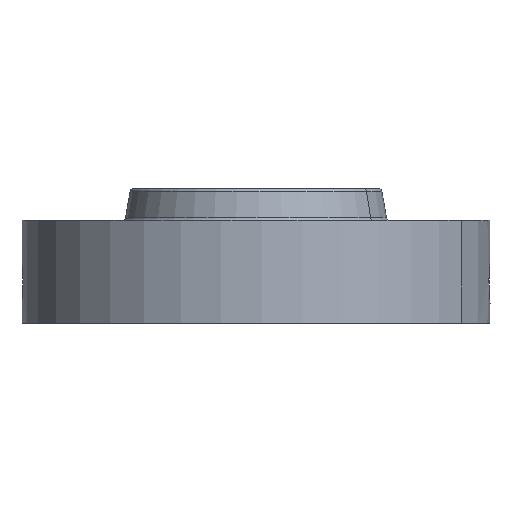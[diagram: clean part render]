
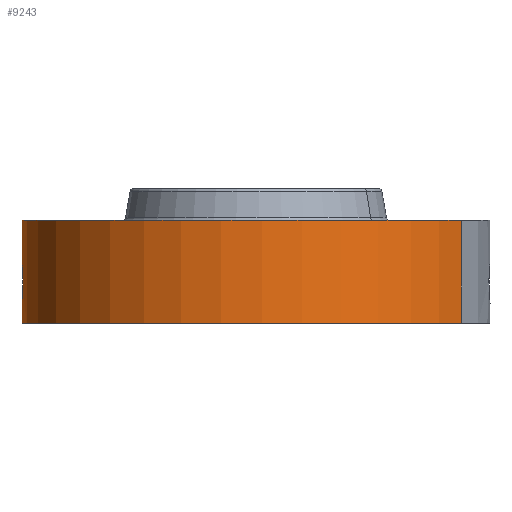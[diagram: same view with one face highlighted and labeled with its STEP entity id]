
A CAD part, left-side view. The second image highlights one B-rep face of the part: STEP entity #9243.
In plain terms, the highlighted cylindrical face has radius 104.775 mm (diameter 209.55 mm), a partial arc.
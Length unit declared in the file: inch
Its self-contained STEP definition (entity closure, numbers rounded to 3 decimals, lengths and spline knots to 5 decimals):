
#8112=AXIS2_PLACEMENT_3D('Circle Axis2P3D',#8110,#8111,$) ;
#8974=AXIS2_PLACEMENT_3D('Cylinder Axis2P3D',#8971,#8972,#8973) ;
#9119=AXIS2_PLACEMENT_3D('Circle Axis2P3D',#9117,#9118,$) ;
#8105=CARTESIAN_POINT('Vertex',(1.97763,3.62003,0.)) ;
#8107=CARTESIAN_POINT('Vertex',(-1.97763,-3.62003,0.)) ;
#8110=CARTESIAN_POINT('Axis2P3D Location',(0.,0.,0.)) ;
#8971=CARTESIAN_POINT('Axis2P3D Location',(0.,0.,1.1865)) ;
#8976=CARTESIAN_POINT('Line Origine',(1.97763,3.62003,0.9065)) ;
#8980=CARTESIAN_POINT('Vertex',(1.97763,3.62003,1.813)) ;
#8987=CARTESIAN_POINT('Vertex',(-1.97763,-3.62003,1.813)) ;
#8990=CARTESIAN_POINT('Line Origine',(-1.97763,-3.62003,0.9065)) ;
#9117=CARTESIAN_POINT('Axis2P3D Location',(0.,0.,1.813)) ;
#9129=CARTESIAN_POINT('Control Point',(-0.07082,4.12439,1.09694)) ;
#9130=CARTESIAN_POINT('Control Point',(-0.04777,4.12479,1.10166)) ;
#9131=CARTESIAN_POINT('Control Point',(-0.02425,4.125,1.10407)) ;
#9132=CARTESIAN_POINT('Control Point',(-0.00072,4.125,1.10412)) ;
#9133=CARTESIAN_POINT('Vertex',(-0.07079,4.12439,1.09695)) ;
#9135=CARTESIAN_POINT('Vertex',(-0.00072,4.125,1.10412)) ;
#9139=CARTESIAN_POINT('Control Point',(-0.07079,4.12439,1.09695)) ;
#9140=CARTESIAN_POINT('Control Point',(-0.10553,4.1238,1.09077)) ;
#9141=CARTESIAN_POINT('Control Point',(-0.13924,4.12277,1.07859)) ;
#9142=CARTESIAN_POINT('Control Point',(-0.17011,4.12149,1.06141)) ;
#9143=CARTESIAN_POINT('Vertex',(-0.17011,4.12149,1.06141)) ;
#9147=CARTESIAN_POINT('Control Point',(-0.17011,4.12149,1.06141)) ;
#9148=CARTESIAN_POINT('Control Point',(-0.18994,4.12067,1.05037)) ;
#9149=CARTESIAN_POINT('Control Point',(-0.20862,4.11976,1.03728)) ;
#9150=CARTESIAN_POINT('Control Point',(-0.22582,4.11881,1.02252)) ;
#9151=CARTESIAN_POINT('Vertex',(-0.22582,4.11881,1.02252)) ;
#9155=CARTESIAN_POINT('Control Point',(-0.35187,4.10997,0.78546)) ;
#9156=CARTESIAN_POINT('Control Point',(-0.34498,4.11055,0.85399)) ;
#9157=CARTESIAN_POINT('Control Point',(-0.32031,4.11268,0.92077)) ;
#9158=CARTESIAN_POINT('Control Point',(-0.27876,4.11591,0.97854)) ;
#9159=CARTESIAN_POINT('Control Point',(-0.22581,4.11881,1.02253)) ;
#9160=CARTESIAN_POINT('Vertex',(-0.35187,4.10997,0.78547)) ;
#9164=CARTESIAN_POINT('Control Point',(-0.02859,4.1249,0.34101)) ;
#9165=CARTESIAN_POINT('Control Point',(-0.07315,4.12459,0.34676)) ;
#9166=CARTESIAN_POINT('Control Point',(-0.11661,4.12369,0.35961)) ;
#9167=CARTESIAN_POINT('Control Point',(-0.15731,4.12226,0.37919)) ;
#9168=CARTESIAN_POINT('Control Point',(-0.21841,4.11943,0.42087)) ;
#9169=CARTESIAN_POINT('Control Point',(-0.26709,4.11641,0.47466)) ;
#9170=CARTESIAN_POINT('Control Point',(-0.28432,4.11523,0.49767)) ;
#9171=CARTESIAN_POINT('Control Point',(-0.32571,4.11223,0.56466)) ;
#9172=CARTESIAN_POINT('Control Point',(-0.34973,4.11017,0.63919)) ;
#9173=CARTESIAN_POINT('Control Point',(-0.35771,4.10945,0.68822)) ;
#9174=CARTESIAN_POINT('Control Point',(-0.35839,4.10941,0.73742)) ;
#9175=CARTESIAN_POINT('Control Point',(-0.35187,4.10997,0.78547)) ;
#9176=CARTESIAN_POINT('Vertex',(-0.02859,4.1249,0.34101)) ;
#9180=CARTESIAN_POINT('Control Point',(-0.02859,4.1249,0.34101)) ;
#9181=CARTESIAN_POINT('Control Point',(-0.01905,4.12497,0.34085)) ;
#9182=CARTESIAN_POINT('Control Point',(-0.00951,4.125,0.34097)) ;
#9183=CARTESIAN_POINT('Control Point',(0.,4.125,0.34137)) ;
#9184=CARTESIAN_POINT('Vertex',(0.,4.125,0.34137)) ;
#9188=CARTESIAN_POINT('Control Point',(0.19506,4.12039,0.39296)) ;
#9189=CARTESIAN_POINT('Control Point',(0.13493,4.12323,0.36166)) ;
#9190=CARTESIAN_POINT('Control Point',(0.06787,4.125,0.34425)) ;
#9191=CARTESIAN_POINT('Control Point',(0.,4.125,0.34137)) ;
#9192=CARTESIAN_POINT('Vertex',(0.19506,4.12039,0.39296)) ;
#9196=CARTESIAN_POINT('Control Point',(0.27774,4.11564,0.44882)) ;
#9197=CARTESIAN_POINT('Control Point',(0.25244,4.11735,0.42704)) ;
#9198=CARTESIAN_POINT('Control Point',(0.22459,4.11899,0.40833)) ;
#9199=CARTESIAN_POINT('Control Point',(0.19506,4.12039,0.39296)) ;
#9200=CARTESIAN_POINT('Vertex',(0.27774,4.11564,0.44882)) ;
#9204=CARTESIAN_POINT('Control Point',(0.27774,4.11564,0.44882)) ;
#9205=CARTESIAN_POINT('Control Point',(0.34608,4.11103,0.5165)) ;
#9206=CARTESIAN_POINT('Control Point',(0.3925,4.10633,0.60517)) ;
#9207=CARTESIAN_POINT('Control Point',(0.41234,4.10434,0.70185)) ;
#9208=CARTESIAN_POINT('Control Point',(0.40655,4.10492,0.7979)) ;
#9209=CARTESIAN_POINT('Vertex',(0.40655,4.10492,0.7979)) ;
#9213=CARTESIAN_POINT('Control Point',(0.40655,4.10492,0.7979)) ;
#9214=CARTESIAN_POINT('Control Point',(0.3967,4.10589,0.84993)) ;
#9215=CARTESIAN_POINT('Control Point',(0.37711,4.1078,0.8998)) ;
#9216=CARTESIAN_POINT('Control Point',(0.34868,4.11044,0.94488)) ;
#9217=CARTESIAN_POINT('Control Point',(0.2726,4.11655,1.02937)) ;
#9218=CARTESIAN_POINT('Control Point',(0.17368,4.1219,1.08164)) ;
#9219=CARTESIAN_POINT('Control Point',(0.1165,4.12399,1.09951)) ;
#9220=CARTESIAN_POINT('Control Point',(0.05783,4.125,1.10699)) ;
#9221=CARTESIAN_POINT('Control Point',(-0.00003,4.125,1.10415)) ;
#9222=CARTESIAN_POINT('Vertex',(-0.00003,4.125,1.10415)) ;
#9226=CARTESIAN_POINT('Control Point',(-0.00072,4.125,1.10412)) ;
#9227=CARTESIAN_POINT('Control Point',(-0.00037,4.125,1.10414)) ;
#9228=CARTESIAN_POINT('Control Point',(-0.00003,4.125,1.10415)) ;
#8111=DIRECTION('Axis2P3D Direction',(0.,0.,-0.039)) ;
#8972=DIRECTION('Axis2P3D Direction',(0.,0.,-0.039)) ;
#8973=DIRECTION('Axis2P3D XDirection',(-0.019,-0.035,0.)) ;
#8977=DIRECTION('Vector Direction',(0.,0.,-0.039)) ;
#8991=DIRECTION('Vector Direction',(0.,0.,-0.039)) ;
#9118=DIRECTION('Axis2P3D Direction',(0.,0.,-0.039)) ;
#8978=VECTOR('Line Direction',#8977,0.03937) ;
#8992=VECTOR('Line Direction',#8991,0.03937) ;
#9123=ORIENTED_EDGE('',*,*,#8114,.F.) ;
#9124=ORIENTED_EDGE('',*,*,#8994,.T.) ;
#9125=ORIENTED_EDGE('',*,*,#9121,.T.) ;
#9126=ORIENTED_EDGE('',*,*,#8982,.F.) ;
#9231=ORIENTED_EDGE('',*,*,#9137,.F.) ;
#9232=ORIENTED_EDGE('',*,*,#9145,.T.) ;
#9233=ORIENTED_EDGE('',*,*,#9153,.T.) ;
#9234=ORIENTED_EDGE('',*,*,#9162,.F.) ;
#9235=ORIENTED_EDGE('',*,*,#9178,.F.) ;
#9236=ORIENTED_EDGE('',*,*,#9186,.T.) ;
#9237=ORIENTED_EDGE('',*,*,#9194,.F.) ;
#9238=ORIENTED_EDGE('',*,*,#9202,.F.) ;
#9239=ORIENTED_EDGE('',*,*,#9211,.T.) ;
#9240=ORIENTED_EDGE('',*,*,#9224,.T.) ;
#9241=ORIENTED_EDGE('',*,*,#9229,.F.) ;
#9242=FACE_BOUND('',#9230,.T.) ;
#9243=ADVANCED_FACE('PartBody',(#9127,#9242),#8975,.T.) ;
#9128=B_SPLINE_CURVE_WITH_KNOTS('',3,(#9129,#9130,#9131,#9132),.UNSPECIFIED.,.F.,.U.,(4,4),(3.91183,6.52241),.UNSPECIFIED.) ;
#9138=B_SPLINE_CURVE_WITH_KNOTS('',3,(#9139,#9140,#9141,#9142),.UNSPECIFIED.,.F.,.U.,(4,4),(0.,3.96503),.UNSPECIFIED.) ;
#9146=B_SPLINE_CURVE_WITH_KNOTS('',3,(#9147,#9148,#9149,#9150),.UNSPECIFIED.,.F.,.U.,(4,4),(0.,2.5484),.UNSPECIFIED.) ;
#9154=B_SPLINE_CURVE_WITH_KNOTS('',4,(#9155,#9156,#9157,#9158,#9159),.UNSPECIFIED.,.F.,.U.,(5,5),(14.82796,25.02242),.UNSPECIFIED.) ;
#9163=B_SPLINE_CURVE_WITH_KNOTS('',5,(#9164,#9165,#9166,#9167,#9168,#9169,#9170,#9171,#9172,#9173,#9174,#9175),.UNSPECIFIED.,.F.,.U.,(6,3,3,6),(0.,7.80986,12.97248,22.05751),.UNSPECIFIED.) ;
#9179=B_SPLINE_CURVE_WITH_KNOTS('',3,(#9180,#9181,#9182,#9183),.UNSPECIFIED.,.F.,.U.,(4,4),(0.,0.99458),.UNSPECIFIED.) ;
#9187=B_SPLINE_CURVE_WITH_KNOTS('',3,(#9188,#9189,#9190,#9191),.UNSPECIFIED.,.F.,.U.,(4,4),(0.,7.09286),.UNSPECIFIED.) ;
#9195=B_SPLINE_CURVE_WITH_KNOTS('',3,(#9196,#9197,#9198,#9199),.UNSPECIFIED.,.F.,.U.,(4,4),(0.,3.48393),.UNSPECIFIED.) ;
#9203=B_SPLINE_CURVE_WITH_KNOTS('',4,(#9204,#9205,#9206,#9207,#9208),.UNSPECIFIED.,.F.,.U.,(5,5),(0.,13.38037),.UNSPECIFIED.) ;
#9212=B_SPLINE_CURVE_WITH_KNOTS('',5,(#9213,#9214,#9215,#9216,#9217,#9218,#9219,#9220,#9221),.UNSPECIFIED.,.F.,.U.,(6,3,6),(0.,9.20582,20.02108),.UNSPECIFIED.) ;
#9225=B_SPLINE_CURVE_WITH_KNOTS('',2,(#9226,#9227,#9228),.UNSPECIFIED.,.F.,.U.,(3,3),(1.12443,1.15027),.UNSPECIFIED.) ;
#8113=CIRCLE('generated circle',#8112,4.125) ;
#9120=CIRCLE('generated circle',#9119,4.125) ;
#8975=CYLINDRICAL_SURFACE('generated cylinder',#8974,4.125) ;
#8114=EDGE_CURVE('',#8108,#8106,#8113,.T.) ;
#8982=EDGE_CURVE('',#8106,#8981,#8979,.F.) ;
#8994=EDGE_CURVE('',#8108,#8988,#8993,.F.) ;
#9121=EDGE_CURVE('',#8988,#8981,#9120,.T.) ;
#9137=EDGE_CURVE('',#9134,#9136,#9128,.T.) ;
#9145=EDGE_CURVE('',#9134,#9144,#9138,.T.) ;
#9153=EDGE_CURVE('',#9144,#9152,#9146,.T.) ;
#9162=EDGE_CURVE('',#9161,#9152,#9154,.T.) ;
#9178=EDGE_CURVE('',#9177,#9161,#9163,.T.) ;
#9186=EDGE_CURVE('',#9177,#9185,#9179,.T.) ;
#9194=EDGE_CURVE('',#9193,#9185,#9187,.T.) ;
#9202=EDGE_CURVE('',#9201,#9193,#9195,.T.) ;
#9211=EDGE_CURVE('',#9201,#9210,#9203,.T.) ;
#9224=EDGE_CURVE('',#9210,#9223,#9212,.T.) ;
#9229=EDGE_CURVE('',#9136,#9223,#9225,.T.) ;
#9122=EDGE_LOOP('',(#9123,#9124,#9125,#9126)) ;
#9230=EDGE_LOOP('',(#9231,#9232,#9233,#9234,#9235,#9236,#9237,#9238,#9239,#9240,#9241)) ;
#9127=FACE_OUTER_BOUND('',#9122,.T.) ;
#8979=LINE('Line',#8976,#8978) ;
#8993=LINE('Line',#8990,#8992) ;
#8106=VERTEX_POINT('',#8105) ;
#8108=VERTEX_POINT('',#8107) ;
#8981=VERTEX_POINT('',#8980) ;
#8988=VERTEX_POINT('',#8987) ;
#9134=VERTEX_POINT('',#9133) ;
#9136=VERTEX_POINT('',#9135) ;
#9144=VERTEX_POINT('',#9143) ;
#9152=VERTEX_POINT('',#9151) ;
#9161=VERTEX_POINT('',#9160) ;
#9177=VERTEX_POINT('',#9176) ;
#9185=VERTEX_POINT('',#9184) ;
#9193=VERTEX_POINT('',#9192) ;
#9201=VERTEX_POINT('',#9200) ;
#9210=VERTEX_POINT('',#9209) ;
#9223=VERTEX_POINT('',#9222) ;
